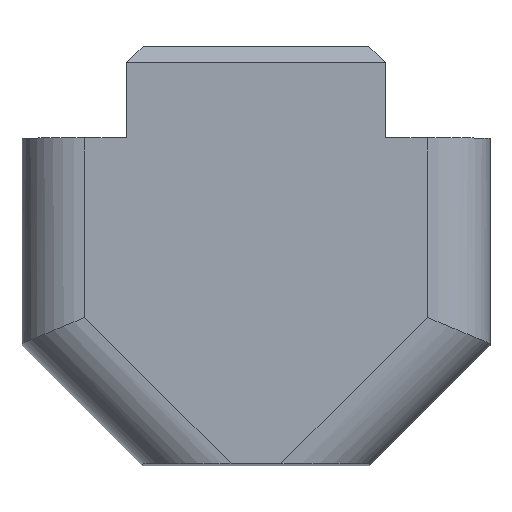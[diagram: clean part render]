
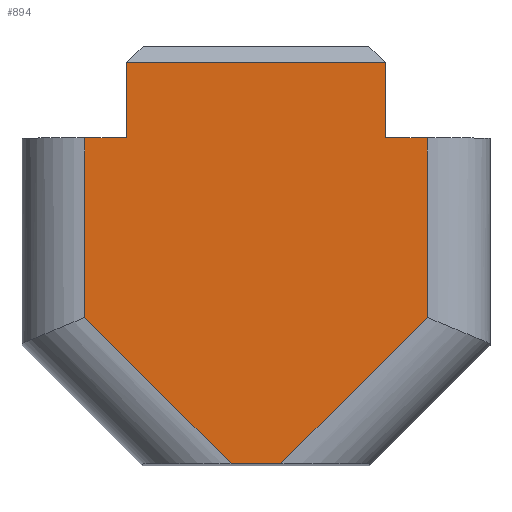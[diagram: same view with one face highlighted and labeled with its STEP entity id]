
A CAD part, top view. The second image highlights one B-rep face of the part: STEP entity #894.
In plain terms, the highlighted planar face has unit normal (0, 0, 1).
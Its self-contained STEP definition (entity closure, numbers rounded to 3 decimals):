
#77=FACE_OUTER_BOUND('',#130,.T.);
#130=EDGE_LOOP('',(#611,#612,#613,#614,#615,#616,#617,#618,#619,#620));
#181=LINE('',#1328,#279);
#191=LINE('',#1347,#289);
#194=LINE('',#1353,#292);
#195=LINE('',#1355,#293);
#196=LINE('',#1357,#294);
#197=LINE('',#1359,#295);
#198=LINE('',#1361,#296);
#199=LINE('',#1363,#297);
#200=LINE('',#1365,#298);
#201=LINE('',#1366,#299);
#279=VECTOR('',#1050,10.);
#289=VECTOR('',#1068,10.);
#292=VECTOR('',#1073,10.);
#293=VECTOR('',#1074,10.);
#294=VECTOR('',#1075,10.);
#295=VECTOR('',#1076,10.);
#296=VECTOR('',#1077,10.);
#297=VECTOR('',#1078,10.);
#298=VECTOR('',#1079,10.);
#299=VECTOR('',#1080,10.);
#377=VERTEX_POINT('',#1325);
#378=VERTEX_POINT('',#1327);
#383=VERTEX_POINT('',#1346);
#385=VERTEX_POINT('',#1352);
#386=VERTEX_POINT('',#1354);
#387=VERTEX_POINT('',#1356);
#388=VERTEX_POINT('',#1358);
#389=VERTEX_POINT('',#1360);
#390=VERTEX_POINT('',#1362);
#391=VERTEX_POINT('',#1364);
#460=EDGE_CURVE('',#377,#378,#181,.T.);
#470=EDGE_CURVE('',#383,#378,#191,.T.);
#473=EDGE_CURVE('',#385,#377,#194,.T.);
#474=EDGE_CURVE('',#385,#386,#195,.T.);
#475=EDGE_CURVE('',#387,#386,#196,.T.);
#476=EDGE_CURVE('',#388,#387,#197,.T.);
#477=EDGE_CURVE('',#388,#389,#198,.T.);
#478=EDGE_CURVE('',#390,#389,#199,.T.);
#479=EDGE_CURVE('',#391,#390,#200,.T.);
#480=EDGE_CURVE('',#391,#383,#201,.T.);
#611=ORIENTED_EDGE('',*,*,#460,.F.);
#612=ORIENTED_EDGE('',*,*,#473,.F.);
#613=ORIENTED_EDGE('',*,*,#474,.T.);
#614=ORIENTED_EDGE('',*,*,#475,.F.);
#615=ORIENTED_EDGE('',*,*,#476,.F.);
#616=ORIENTED_EDGE('',*,*,#477,.T.);
#617=ORIENTED_EDGE('',*,*,#478,.F.);
#618=ORIENTED_EDGE('',*,*,#479,.F.);
#619=ORIENTED_EDGE('',*,*,#480,.T.);
#620=ORIENTED_EDGE('',*,*,#470,.T.);
#862=PLANE('',#961);
#894=ADVANCED_FACE('',(#77),#862,.T.);
#961=AXIS2_PLACEMENT_3D('',#1351,#1071,#1072);
#1050=DIRECTION('',(1.,0.,0.));
#1068=DIRECTION('',(0.,1.,0.));
#1071=DIRECTION('center_axis',(0.,0.,1.));
#1072=DIRECTION('ref_axis',(1.,0.,0.));
#1073=DIRECTION('',(0.,1.,0.));
#1074=DIRECTION('',(-1.,0.,0.));
#1075=DIRECTION('',(0.,1.,0.));
#1076=DIRECTION('',(-0.707,0.707,0.));
#1077=DIRECTION('',(1.,0.,0.));
#1078=DIRECTION('',(-0.707,-0.707,0.));
#1079=DIRECTION('',(0.,-1.,0.));
#1080=DIRECTION('',(-1.,0.,0.));
#1325=CARTESIAN_POINT('',(-1.55,4.9,7.));
#1327=CARTESIAN_POINT('',(1.55,4.9,7.));
#1328=CARTESIAN_POINT('',(0.,4.9,7.));
#1346=CARTESIAN_POINT('',(1.55,4.,7.));
#1347=CARTESIAN_POINT('',(1.55,4.,7.));
#1351=CARTESIAN_POINT('Origin',(0.,2.05,7.));
#1352=CARTESIAN_POINT('',(-1.55,4.,7.));
#1353=CARTESIAN_POINT('',(-1.55,4.,7.));
#1354=CARTESIAN_POINT('',(-2.05,4.,7.));
#1355=CARTESIAN_POINT('',(2.8,4.,7.));
#1356=CARTESIAN_POINT('',(-2.05,1.852,7.));
#1357=CARTESIAN_POINT('',(-2.05,3.025,7.));
#1358=CARTESIAN_POINT('',(-0.298,0.1,7.));
#1359=CARTESIAN_POINT('',(-1.697,1.499,7.));
#1360=CARTESIAN_POINT('',(0.298,0.1,7.));
#1361=CARTESIAN_POINT('',(0.,0.1,7.));
#1362=CARTESIAN_POINT('',(2.05,1.852,7.));
#1363=CARTESIAN_POINT('',(0.976,0.778,7.));
#1364=CARTESIAN_POINT('',(2.05,4.,7.));
#1365=CARTESIAN_POINT('',(2.05,1.796,7.));
#1366=CARTESIAN_POINT('',(2.8,4.,7.));
